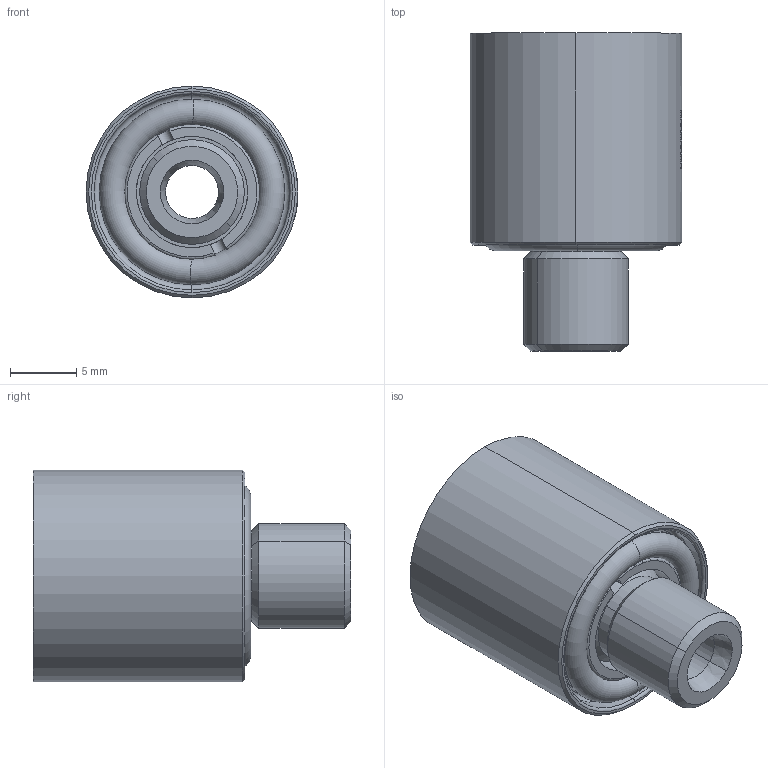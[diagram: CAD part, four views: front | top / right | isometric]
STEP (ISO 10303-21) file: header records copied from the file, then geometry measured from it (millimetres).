
FILE_DESCRIPTION (( 'STEP AP214' ), '1' );
FILE_NAME ('sa160416.stp', '2022-07-25T06:40:42', ( '' ), ( '' ), 'SwSTEP 2.0', 'SolidWorks 2021', '' );
FILE_SCHEMA (( 'AUTOMOTIVE_DESIGN' ));
Length unit declared in the file: millimetre
Products named in the file (5): sa160416; JT10x2; SA160416-C_acabado; SA160016-A; SA160416-B
Assembly tree (4 placements, depth 2):
  sa160416
    SA160416-C_acabado
    SA160416-B
    SA160016-A
    JT10x2
Bounding box: 16 x 24 x 16 mm (x, y, z)
Volume: 3159.5 mm3; surface area: 3103.4 mm2
Topology: 4 solids, 4 shells, 453 faces, 1185 edges, 772 vertices
Faces by surface type: bspline 228, plane 119, cylinder 64, cone 26, torus 16
Entity records: 25937 total; most frequent: CARTESIAN_POINT 12834, ORIENTED_EDGE 2370, EDGE_CURVE 1185, DIRECTION 1041, VERTEX_POINT 772, B_SPLINE_CURVE_WITH_KNOTS 766, EDGE_LOOP 493, FACE_OUTER_BOUND 453
